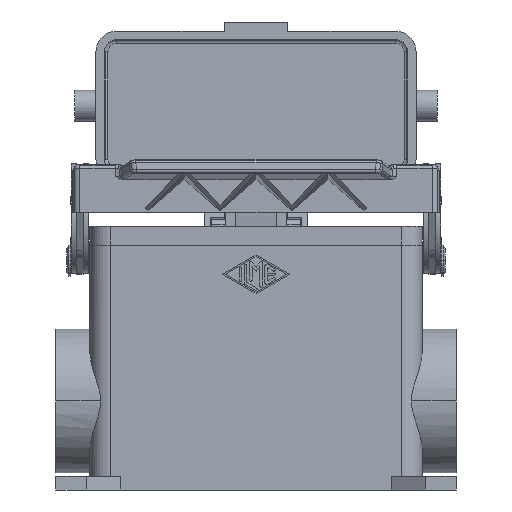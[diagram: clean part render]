
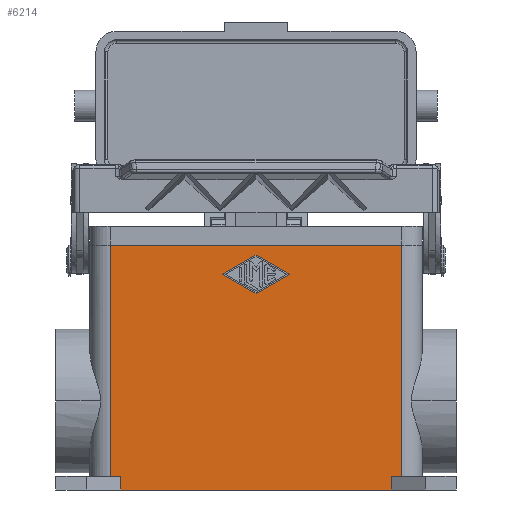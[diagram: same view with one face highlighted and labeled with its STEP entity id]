
A CAD part, front view. The second image highlights one B-rep face of the part: STEP entity #6214.
In plain terms, the highlighted planar face has unit normal (0, -1, 0).
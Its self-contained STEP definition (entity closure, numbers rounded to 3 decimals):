
#5372=CARTESIAN_POINT('',(-9.75,-21.75,15.));
#5373=VERTEX_POINT('',#5372);
#5380=CARTESIAN_POINT('',(0.,-21.75,9.375));
#5381=VERTEX_POINT('',#5380);
#5382=CARTESIAN_POINT('',(0.,-21.75,9.375));
#5383=DIRECTION('',(-0.866,0.0,0.5));
#5384=VECTOR('',#5383,11.256);
#5385=LINE('',#5382,#5384);
#5386=EDGE_CURVE('',#5381,#5373,#5385,.T.);
#5411=CARTESIAN_POINT('',(9.75,-21.75,15.));
#5412=VERTEX_POINT('',#5411);
#5413=CARTESIAN_POINT('',(9.75,-21.75,15.));
#5414=DIRECTION('',(-0.866,0.0,-0.5));
#5415=VECTOR('',#5414,11.256);
#5416=LINE('',#5413,#5415);
#5417=EDGE_CURVE('',#5412,#5381,#5416,.T.);
#5442=CARTESIAN_POINT('',(0.,-21.75,20.625));
#5443=VERTEX_POINT('',#5442);
#5444=CARTESIAN_POINT('',(0.,-21.75,20.625));
#5445=DIRECTION('',(0.866,0.0,-0.5));
#5446=VECTOR('',#5445,11.256);
#5447=LINE('',#5444,#5446);
#5448=EDGE_CURVE('',#5443,#5412,#5447,.T.);
#5471=CARTESIAN_POINT('',(-9.75,-21.75,15.));
#5472=DIRECTION('',(0.866,0.0,0.5));
#5473=VECTOR('',#5472,11.256);
#5474=LINE('',#5471,#5473);
#5475=EDGE_CURVE('',#5373,#5443,#5474,.T.);
#6137=CARTESIAN_POINT('',(39.5,-21.75,-48.0));
#6138=DIRECTION('',(0.0,-1.0,0.0));
#6139=DIRECTION('',(0.0,0.0,-1.0));
#6140=AXIS2_PLACEMENT_3D('',#6137,#6138,#6139);
#6141=PLANE('',#6140);
#6142=CARTESIAN_POINT('',(-39.5,-21.75,-48.0));
#6143=VERTEX_POINT('',#6142);
#6144=CARTESIAN_POINT('',(-39.5,-21.75,-44.));
#6145=VERTEX_POINT('',#6144);
#6146=CARTESIAN_POINT('',(-39.5,-21.75,-48.0));
#6147=DIRECTION('',(0.0,0.0,1.0));
#6148=VECTOR('',#6147,4.);
#6149=LINE('',#6146,#6148);
#6150=EDGE_CURVE('',#6143,#6145,#6149,.T.);
#6151=ORIENTED_EDGE('',*,*,#6150,.F.);
#6152=CARTESIAN_POINT('',(39.5,-21.75,-48.0));
#6153=VERTEX_POINT('',#6152);
#6154=CARTESIAN_POINT('',(39.5,-21.75,-48.0));
#6155=DIRECTION('',(-1.0,0.0,0.0));
#6156=VECTOR('',#6155,79.0);
#6157=LINE('',#6154,#6156);
#6158=EDGE_CURVE('',#6153,#6143,#6157,.T.);
#6159=ORIENTED_EDGE('',*,*,#6158,.F.);
#6160=CARTESIAN_POINT('',(39.5,-21.75,-44.));
#6161=VERTEX_POINT('',#6160);
#6162=CARTESIAN_POINT('',(39.5,-21.75,-48.0));
#6163=DIRECTION('',(0.0,0.0,1.0));
#6164=VECTOR('',#6163,4.);
#6165=LINE('',#6162,#6164);
#6166=EDGE_CURVE('',#6153,#6161,#6165,.T.);
#6167=ORIENTED_EDGE('',*,*,#6166,.T.);
#6168=CARTESIAN_POINT('',(42.5,-21.75,-44.));
#6169=VERTEX_POINT('',#6168);
#6170=CARTESIAN_POINT('',(42.5,-21.75,-44.));
#6171=DIRECTION('',(-1.0,0.0,0.0));
#6172=VECTOR('',#6171,3.0);
#6173=LINE('',#6170,#6172);
#6174=EDGE_CURVE('',#6169,#6161,#6173,.T.);
#6175=ORIENTED_EDGE('',*,*,#6174,.F.);
#6176=CARTESIAN_POINT('',(42.5,-21.75,23.5));
#6177=VERTEX_POINT('',#6176);
#6178=CARTESIAN_POINT('',(42.5,-21.75,-44.));
#6179=DIRECTION('',(0.0,0.0,1.0));
#6180=VECTOR('',#6179,67.5);
#6181=LINE('',#6178,#6180);
#6182=EDGE_CURVE('',#6169,#6177,#6181,.T.);
#6183=ORIENTED_EDGE('',*,*,#6182,.T.);
#6184=CARTESIAN_POINT('',(-42.5,-21.75,23.5));
#6185=VERTEX_POINT('',#6184);
#6186=CARTESIAN_POINT('',(42.5,-21.75,23.5));
#6187=DIRECTION('',(-1.0,0.0,0.0));
#6188=VECTOR('',#6187,85.0);
#6189=LINE('',#6186,#6188);
#6190=EDGE_CURVE('',#6177,#6185,#6189,.T.);
#6191=ORIENTED_EDGE('',*,*,#6190,.T.);
#6192=CARTESIAN_POINT('',(-42.5,-21.75,-44.));
#6193=VERTEX_POINT('',#6192);
#6194=CARTESIAN_POINT('',(-42.5,-21.75,-44.));
#6195=DIRECTION('',(0.0,0.0,1.0));
#6196=VECTOR('',#6195,67.5);
#6197=LINE('',#6194,#6196);
#6198=EDGE_CURVE('',#6193,#6185,#6197,.T.);
#6199=ORIENTED_EDGE('',*,*,#6198,.F.);
#6200=CARTESIAN_POINT('',(-39.5,-21.75,-44.));
#6201=DIRECTION('',(-1.0,0.0,0.0));
#6202=VECTOR('',#6201,3.0);
#6203=LINE('',#6200,#6202);
#6204=EDGE_CURVE('',#6145,#6193,#6203,.T.);
#6205=ORIENTED_EDGE('',*,*,#6204,.F.);
#6206=EDGE_LOOP('',(#6151,#6159,#6167,#6175,#6183,#6191,#6199,#6205));
#6207=FACE_OUTER_BOUND('',#6206,.T.);
#6208=ORIENTED_EDGE('',*,*,#5386,.T.);
#6209=ORIENTED_EDGE('',*,*,#5475,.T.);
#6210=ORIENTED_EDGE('',*,*,#5448,.T.);
#6211=ORIENTED_EDGE('',*,*,#5417,.T.);
#6212=EDGE_LOOP('',(#6208,#6209,#6210,#6211));
#6213=FACE_BOUND('',#6212,.T.);
#6214=ADVANCED_FACE('',(#6207,#6213),#6141,.T.);
